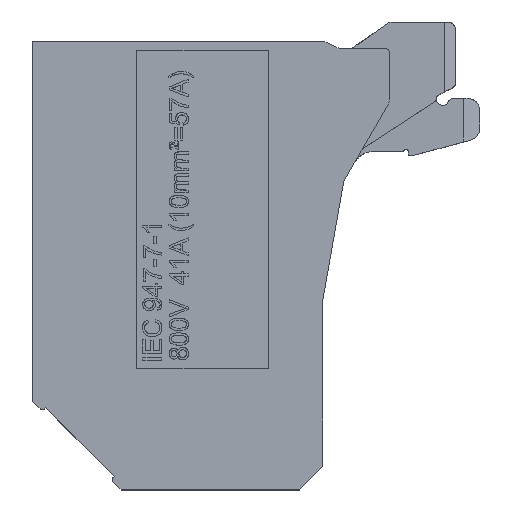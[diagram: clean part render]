
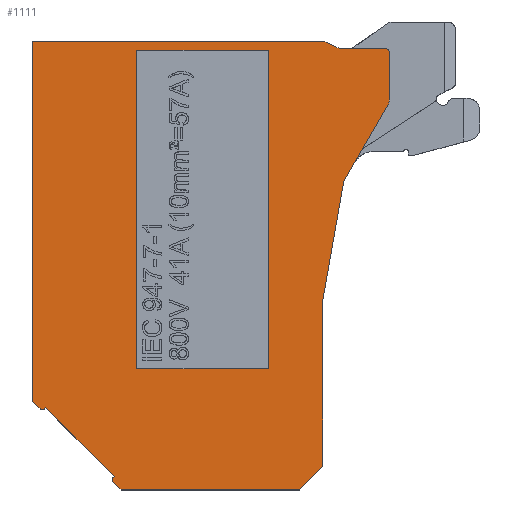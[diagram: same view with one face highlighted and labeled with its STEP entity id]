
A CAD part, top view. The second image highlights one B-rep face of the part: STEP entity #1111.
In plain terms, the highlighted planar face has unit normal (0, 0, 1).
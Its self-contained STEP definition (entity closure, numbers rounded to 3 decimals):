
#219=FACE_BOUND('',#2691,.T.);
#220=FACE_BOUND('',#2692,.T.);
#1111=ADVANCED_FACE('',(#219,#220),#1690,.T.);
#1690=PLANE('',#10660);
#2691=EDGE_LOOP('',(#5283,#5284,#5285,#5286,#5287,#5288,#5289,#5290,#5291,
#5292,#5293,#5294,#5295,#5296,#5297,#5298,#5299,#5300,#5301,#5302,#5303,
#5304));
#2692=EDGE_LOOP('',(#5305,#5306,#5307,#5308));
#3328=LINE('',#13156,#4125);
#3332=LINE('',#13173,#4129);
#3475=LINE('',#14048,#4272);
#3476=LINE('',#14050,#4273);
#3477=LINE('',#14052,#4274);
#3478=LINE('',#14054,#4275);
#3479=LINE('',#14058,#4276);
#3480=LINE('',#14059,#4277);
#3481=LINE('',#14063,#4278);
#3482=LINE('',#14067,#4279);
#3483=LINE('',#14069,#4280);
#3484=LINE('',#14071,#4281);
#3485=LINE('',#14075,#4282);
#3486=LINE('',#14077,#4283);
#3487=LINE('',#14079,#4284);
#3488=LINE('',#14082,#4285);
#3489=LINE('',#14085,#4286);
#3490=LINE('',#14087,#4287);
#3491=LINE('',#14089,#4288);
#4125=VECTOR('',#11184,1.);
#4129=VECTOR('',#11204,1.);
#4272=VECTOR('',#11351,1.);
#4273=VECTOR('',#11352,1.);
#4274=VECTOR('',#11353,1.);
#4275=VECTOR('',#11354,1.);
#4276=VECTOR('',#11357,1.);
#4277=VECTOR('',#11358,1.);
#4278=VECTOR('',#11361,1.);
#4279=VECTOR('',#11364,1.);
#4280=VECTOR('',#11365,1.);
#4281=VECTOR('',#11366,1.);
#4282=VECTOR('',#11369,1.);
#4283=VECTOR('',#11370,1.);
#4284=VECTOR('',#11371,1.);
#4285=VECTOR('',#11374,1.);
#4286=VECTOR('',#11375,1.);
#4287=VECTOR('',#11376,1.);
#4288=VECTOR('',#11377,1.);
#5283=ORIENTED_EDGE('',*,*,#9291,.T.);
#5284=ORIENTED_EDGE('',*,*,#9097,.T.);
#5285=ORIENTED_EDGE('',*,*,#9292,.T.);
#5286=ORIENTED_EDGE('',*,*,#9293,.T.);
#5287=ORIENTED_EDGE('',*,*,#9294,.T.);
#5288=ORIENTED_EDGE('',*,*,#9295,.T.);
#5289=ORIENTED_EDGE('',*,*,#9296,.T.);
#5290=ORIENTED_EDGE('',*,*,#9096,.F.);
#5291=ORIENTED_EDGE('',*,*,#9089,.T.);
#5292=ORIENTED_EDGE('',*,*,#9092,.T.);
#5293=ORIENTED_EDGE('',*,*,#9297,.T.);
#5294=ORIENTED_EDGE('',*,*,#9298,.T.);
#5295=ORIENTED_EDGE('',*,*,#9299,.T.);
#5296=ORIENTED_EDGE('',*,*,#9300,.T.);
#5297=ORIENTED_EDGE('',*,*,#9301,.T.);
#5298=ORIENTED_EDGE('',*,*,#9302,.T.);
#5299=ORIENTED_EDGE('',*,*,#9303,.T.);
#5300=ORIENTED_EDGE('',*,*,#9304,.F.);
#5301=ORIENTED_EDGE('',*,*,#9305,.T.);
#5302=ORIENTED_EDGE('',*,*,#9306,.T.);
#5303=ORIENTED_EDGE('',*,*,#9307,.T.);
#5304=ORIENTED_EDGE('',*,*,#9308,.F.);
#5305=ORIENTED_EDGE('',*,*,#9309,.F.);
#5306=ORIENTED_EDGE('',*,*,#9310,.F.);
#5307=ORIENTED_EDGE('',*,*,#9311,.F.);
#5308=ORIENTED_EDGE('',*,*,#9312,.F.);
#8084=VERTEX_POINT('',#13155);
#8085=VERTEX_POINT('',#13157);
#8086=VERTEX_POINT('',#13161);
#8089=VERTEX_POINT('',#13170);
#8090=VERTEX_POINT('',#13174);
#8091=VERTEX_POINT('',#13175);
#8284=VERTEX_POINT('',#14049);
#8285=VERTEX_POINT('',#14051);
#8286=VERTEX_POINT('',#14053);
#8287=VERTEX_POINT('',#14055);
#8288=VERTEX_POINT('',#14057);
#8289=VERTEX_POINT('',#14060);
#8290=VERTEX_POINT('',#14062);
#8291=VERTEX_POINT('',#14064);
#8292=VERTEX_POINT('',#14066);
#8293=VERTEX_POINT('',#14068);
#8294=VERTEX_POINT('',#14070);
#8295=VERTEX_POINT('',#14072);
#8296=VERTEX_POINT('',#14074);
#8297=VERTEX_POINT('',#14076);
#8298=VERTEX_POINT('',#14078);
#8299=VERTEX_POINT('',#14080);
#8300=VERTEX_POINT('',#14083);
#8301=VERTEX_POINT('',#14084);
#8302=VERTEX_POINT('',#14086);
#8303=VERTEX_POINT('',#14088);
#9089=EDGE_CURVE('',#8085,#8084,#3328,.T.);
#9092=EDGE_CURVE('',#8084,#8086,#10578,.T.);
#9096=EDGE_CURVE('',#8085,#8089,#10581,.T.);
#9097=EDGE_CURVE('',#8090,#8091,#3332,.T.);
#9291=EDGE_CURVE('',#8284,#8090,#3475,.T.);
#9292=EDGE_CURVE('',#8091,#8285,#3476,.T.);
#9293=EDGE_CURVE('',#8285,#8286,#3477,.T.);
#9294=EDGE_CURVE('',#8286,#8287,#3478,.T.);
#9295=EDGE_CURVE('',#8287,#8288,#10582,.T.);
#9296=EDGE_CURVE('',#8288,#8089,#3479,.T.);
#9297=EDGE_CURVE('',#8086,#8289,#3480,.T.);
#9298=EDGE_CURVE('',#8289,#8290,#10583,.T.);
#9299=EDGE_CURVE('',#8290,#8291,#3481,.T.);
#9300=EDGE_CURVE('',#8291,#8292,#10584,.T.);
#9301=EDGE_CURVE('',#8292,#8293,#3482,.T.);
#9302=EDGE_CURVE('',#8293,#8294,#3483,.T.);
#9303=EDGE_CURVE('',#8294,#8295,#3484,.T.);
#9304=EDGE_CURVE('',#8296,#8295,#10585,.T.);
#9305=EDGE_CURVE('',#8296,#8297,#3485,.T.);
#9306=EDGE_CURVE('',#8297,#8298,#3486,.T.);
#9307=EDGE_CURVE('',#8298,#8299,#3487,.T.);
#9308=EDGE_CURVE('',#8284,#8299,#10586,.T.);
#9309=EDGE_CURVE('',#8300,#8301,#3488,.T.);
#9310=EDGE_CURVE('',#8302,#8300,#3489,.T.);
#9311=EDGE_CURVE('',#8303,#8302,#3490,.T.);
#9312=EDGE_CURVE('',#8301,#8303,#3491,.T.);
#10578=CIRCLE('',#10646,0.25);
#10581=CIRCLE('',#10651,0.6);
#10582=CIRCLE('',#10655,0.3);
#10583=CIRCLE('',#10656,0.5);
#10584=CIRCLE('',#10657,0.5);
#10585=CIRCLE('',#10658,0.2);
#10586=CIRCLE('',#10659,0.2);
#10646=AXIS2_PLACEMENT_3D('',#13162,#11189,#11190);
#10651=AXIS2_PLACEMENT_3D('',#13171,#11200,#11201);
#10655=AXIS2_PLACEMENT_3D('',#14056,#11355,#11356);
#10656=AXIS2_PLACEMENT_3D('',#14061,#11359,#11360);
#10657=AXIS2_PLACEMENT_3D('',#14065,#11362,#11363);
#10658=AXIS2_PLACEMENT_3D('',#14073,#11367,#11368);
#10659=AXIS2_PLACEMENT_3D('',#14081,#11372,#11373);
#10660=AXIS2_PLACEMENT_3D('',#14090,#11378,#11379);
#11184=DIRECTION('',(0.,1.,0.));
#11189=DIRECTION('',(0.,0.,1.));
#11190=DIRECTION('',(1.,0.,0.));
#11200=DIRECTION('',(0.,0.,-1.));
#11201=DIRECTION('',(1.,0.,0.));
#11204=DIRECTION('',(1.,0.,0.));
#11351=DIRECTION('',(0.707,-0.707,0.));
#11352=DIRECTION('',(0.707,0.707,0.));
#11353=DIRECTION('',(0.,1.,0.));
#11354=DIRECTION('',(0.174,0.985,0.));
#11355=DIRECTION('',(0.,0.,-1.));
#11356=DIRECTION('',(-0.985,0.174,0.));
#11357=DIRECTION('',(0.5,0.866,0.));
#11358=DIRECTION('',(-1.,0.,0.));
#11359=DIRECTION('',(0.,0.,-1.));
#11360=DIRECTION('',(0.,-1.,0.));
#11361=DIRECTION('',(-0.906,0.423,0.));
#11362=DIRECTION('',(0.,0.,1.));
#11363=DIRECTION('',(0.423,0.906,0.));
#11364=DIRECTION('',(-1.,0.,0.));
#11365=DIRECTION('',(0.,-1.,0.));
#11366=DIRECTION('',(0.707,-0.707,0.));
#11367=DIRECTION('',(0.,0.,-1.));
#11368=DIRECTION('',(0.707,-0.707,0.));
#11369=DIRECTION('',(0.707,0.707,0.));
#11370=DIRECTION('',(0.707,-0.707,0.));
#11371=DIRECTION('',(-0.707,-0.707,0.));
#11372=DIRECTION('',(0.,0.,-1.));
#11373=DIRECTION('',(-0.707,-0.707,0.));
#11374=DIRECTION('',(1.,0.,0.));
#11375=DIRECTION('',(0.,-1.,0.));
#11376=DIRECTION('',(-1.,0.,0.));
#11377=DIRECTION('',(0.,1.,0.));
#11378=DIRECTION('',(0.,0.,1.));
#11379=DIRECTION('',(-1.,0.,0.));
#13155=CARTESIAN_POINT('',(3.25,-2.15,4.15));
#13156=CARTESIAN_POINT('',(3.25,-5.143,4.15));
#13157=CARTESIAN_POINT('',(3.25,-5.143,4.15));
#13161=CARTESIAN_POINT('',(3.,-1.9,4.15));
#13162=CARTESIAN_POINT('',(3.,-2.15,4.15));
#13170=CARTESIAN_POINT('',(3.17,-5.443,4.15));
#13171=CARTESIAN_POINT('',(2.65,-5.143,4.15));
#13173=CARTESIAN_POINT('',(-5.027,-30.,4.15));
#13174=CARTESIAN_POINT('',(-13.843,-30.,4.15));
#13175=CARTESIAN_POINT('',(-2.5,-30.,4.15));
#14048=CARTESIAN_POINT('',(-14.338,-29.505,4.15));
#14049=CARTESIAN_POINT('',(-14.338,-29.505,4.15));
#14050=CARTESIAN_POINT('',(-2.5,-30.,4.15));
#14051=CARTESIAN_POINT('',(-1.,-28.5,4.15));
#14052=CARTESIAN_POINT('',(-1.,-28.5,4.15));
#14053=CARTESIAN_POINT('',(-1.,-17.938,4.15));
#14054=CARTESIAN_POINT('',(-1.,-17.938,4.15));
#14055=CARTESIAN_POINT('',(0.329,-10.399,4.15));
#14056=CARTESIAN_POINT('',(0.625,-10.451,4.15));
#14057=CARTESIAN_POINT('',(0.365,-10.301,4.15));
#14058=CARTESIAN_POINT('',(0.365,-10.301,4.15));
#14059=CARTESIAN_POINT('',(3.,-1.9,4.15));
#14060=CARTESIAN_POINT('',(0.187,-1.9,4.15));
#14061=CARTESIAN_POINT('',(0.187,-1.4,4.15));
#14062=CARTESIAN_POINT('',(-0.025,-1.853,4.15));
#14063=CARTESIAN_POINT('',(-0.025,-1.853,4.15));
#14064=CARTESIAN_POINT('',(-0.789,-1.497,4.15));
#14065=CARTESIAN_POINT('',(-1.,-1.95,4.15));
#14066=CARTESIAN_POINT('',(-1.,-1.45,4.15));
#14067=CARTESIAN_POINT('',(-1.,-1.45,4.15));
#14068=CARTESIAN_POINT('',(-19.5,-1.45,4.15));
#14069=CARTESIAN_POINT('',(-19.5,-1.45,4.15));
#14070=CARTESIAN_POINT('',(-19.5,-24.343,4.15));
#14071=CARTESIAN_POINT('',(-19.5,-24.343,4.15));
#14072=CARTESIAN_POINT('',(-19.005,-24.838,4.15));
#14073=CARTESIAN_POINT('',(-18.864,-24.697,4.15));
#14074=CARTESIAN_POINT('',(-18.722,-24.838,4.15));
#14075=CARTESIAN_POINT('',(-18.722,-24.838,4.15));
#14076=CARTESIAN_POINT('',(-18.651,-24.767,4.15));
#14077=CARTESIAN_POINT('',(-18.651,-24.767,4.15));
#14078=CARTESIAN_POINT('',(-14.267,-29.151,4.15));
#14079=CARTESIAN_POINT('',(-14.267,-29.151,4.15));
#14080=CARTESIAN_POINT('',(-14.338,-29.222,4.15));
#14081=CARTESIAN_POINT('',(-14.197,-29.364,4.15));
#14082=CARTESIAN_POINT('',(-12.85,-22.3,4.15));
#14083=CARTESIAN_POINT('',(-12.85,-22.3,4.15));
#14084=CARTESIAN_POINT('',(-4.45,-22.3,4.15));
#14085=CARTESIAN_POINT('',(-12.85,-2.,4.15));
#14086=CARTESIAN_POINT('',(-12.85,-2.,4.15));
#14087=CARTESIAN_POINT('',(-4.45,-2.,4.15));
#14088=CARTESIAN_POINT('',(-4.45,-2.,4.15));
#14089=CARTESIAN_POINT('',(-4.45,-22.3,4.15));
#14090=CARTESIAN_POINT('',(0.,0.,4.15));
